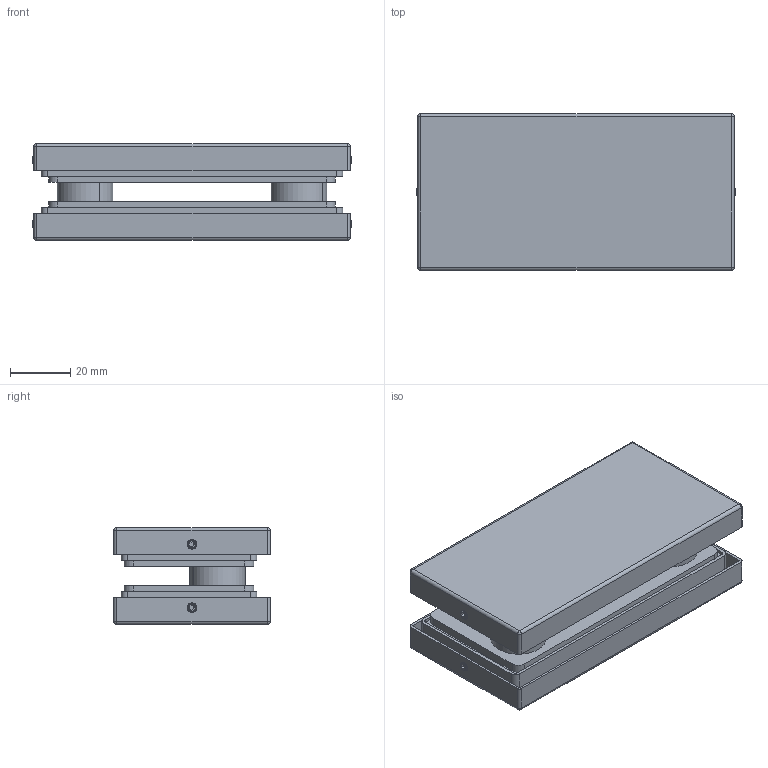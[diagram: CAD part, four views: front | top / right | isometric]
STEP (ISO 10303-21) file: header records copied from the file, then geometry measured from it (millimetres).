
FILE_DESCRIPTION (( 'STEP AP203' ), '1' );
FILE_NAME ('GS-304-ZP-882-S.STEP', '2019-03-28T09:21:51', ( '' ), ( '' ), 'SwSTEP 2.0', 'SolidWorks 2018', '' );
FILE_SCHEMA (( 'CONFIG_CONTROL_DESIGN' ));
Length unit declared in the file: millimetre
Products named in the file (7): GS-304-ZP-882-S P3 vlozka; GS-304-ZP-882-S P5 M4_zrc; GS-304-ZP-882-S P1; GS-304-ZP-882-S P2 tesnenie; GS-304-ZP-882-S P4; GS-304-ZP-882-S; GS-304-ZP-882-S P5 M4
Assembly tree (12 placements, depth 2):
  GS-304-ZP-882-S
    GS-304-ZP-882-S P1  x2
    GS-304-ZP-882-S P2 tesnenie  x2
    GS-304-ZP-882-S P3 vlozka  x2
    GS-304-ZP-882-S P5 M4  x2
    GS-304-ZP-882-S P5 M4_zrc  x2
    GS-304-ZP-882-S P4  x2
Bounding box: 106 x 52 x 32 mm (x, y, z)
Volume: 99418.8 mm3; surface area: 76551.3 mm2
Topology: 12 solids, 12 shells, 396 faces, 1024 edges, 644 vertices
Faces by surface type: cylinder 200, plane 124, cone 48, sphere 16, bspline 8
Entity records: 8913 total; most frequent: CARTESIAN_POINT 3367, ORIENTED_EDGE 1008, DIRECTION 950, EDGE_CURVE 504, AXIS2_PLACEMENT_3D 347, VERTEX_POINT 322, LINE 256, VECTOR 256
